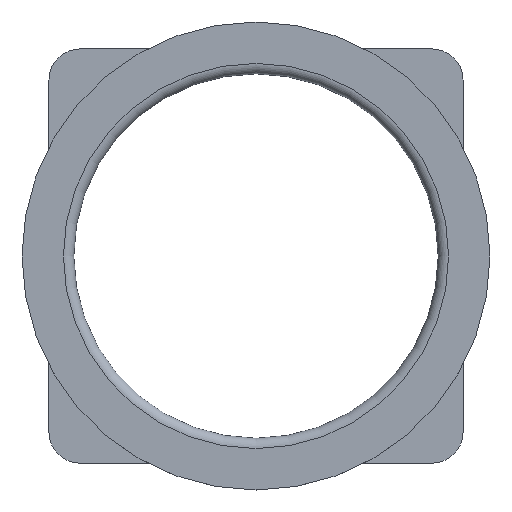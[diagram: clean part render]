
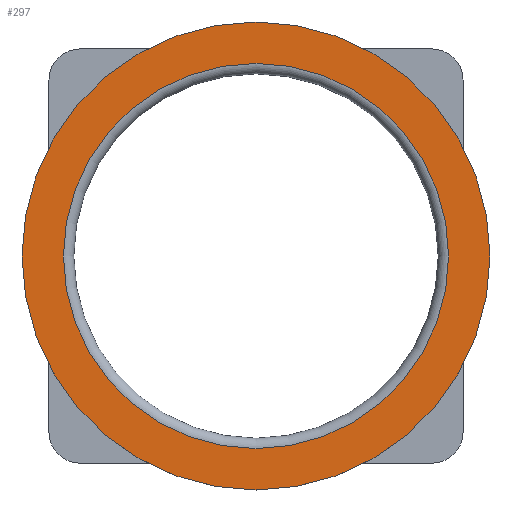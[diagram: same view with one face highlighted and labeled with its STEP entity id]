
A CAD part, top view. The second image highlights one B-rep face of the part: STEP entity #297.
In plain terms, the highlighted planar face has unit normal (0, 0, 1).
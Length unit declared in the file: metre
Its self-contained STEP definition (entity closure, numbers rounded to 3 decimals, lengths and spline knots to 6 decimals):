
#130=ORIENTED_EDGE('',*,*,#172,.T.);
#131=ORIENTED_EDGE('',*,*,#173,.T.);
#172=EDGE_CURVE('',#198,#198,#216,.T.);
#173=EDGE_CURVE('',#199,#199,#217,.T.);
#198=VERTEX_POINT('',#525);
#199=VERTEX_POINT('',#527);
#216=CIRCLE('',#346,0.0186);
#217=CIRCLE('',#347,0.0226);
#238=EDGE_LOOP('',(#130));
#239=EDGE_LOOP('',(#131));
#264=FACE_BOUND('',#238,.T.);
#265=FACE_BOUND('',#239,.T.);
#280=PLANE('',#345);
#297=ADVANCED_FACE('',(#264,#265),#280,.F.);
#345=AXIS2_PLACEMENT_3D('',#523,#436,#437);
#346=AXIS2_PLACEMENT_3D('',#524,#438,#439);
#347=AXIS2_PLACEMENT_3D('',#526,#440,#441);
#436=DIRECTION('',(0.,0.,-1.));
#437=DIRECTION('',(0.,1.,0.));
#438=DIRECTION('',(0.,0.,-1.));
#439=DIRECTION('',(0.,1.,0.));
#440=DIRECTION('',(0.,0.,1.));
#441=DIRECTION('',(0.,-1.,0.));
#523=CARTESIAN_POINT('',(0.,-0.0071,0.0502));
#524=CARTESIAN_POINT('',(0.,0.013,0.0502));
#525=CARTESIAN_POINT('',(0.,0.0316,0.0502));
#526=CARTESIAN_POINT('',(0.,0.013,0.0502));
#527=CARTESIAN_POINT('',(0.,-0.0096,0.0502));
